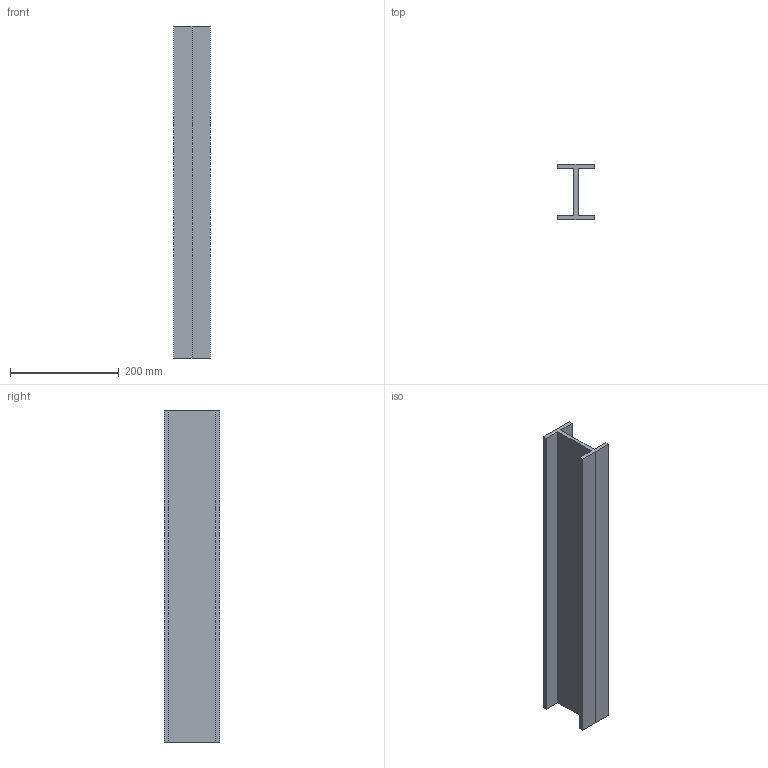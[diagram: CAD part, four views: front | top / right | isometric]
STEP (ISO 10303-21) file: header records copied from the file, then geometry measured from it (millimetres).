
FILE_DESCRIPTION((('zoo.dev export')), '2;1');
FILE_NAME('dump.step', '2025-01-30T19:04:12.985859413+00:00', ('Author unknown'), ('Organization unknown'), 'zoo.dev beta', 'zoo.dev', 'Authorization unknown');
FILE_SCHEMA(('AP203_CONFIGURATION_CONTROLLED_3D_DESIGN_OF_MECHANICAL_PARTS_AND_ASSEMBLIES_MIM_LF'));
Length unit declared in the file: metre
Products named in the file (1): UNIDENTIFIED_PRODUCT
Bounding box: 67.64 x 101.6 x 609.6 mm (x, y, z)
Volume: 1007143.7 mm3; surface area: 283035.3 mm2
Topology: 1 solids, 1 shells, 15 faces, 39 edges, 26 vertices
Faces by surface type: plane 15
Entity records: 441 total; most frequent: CARTESIAN_POINT 80, ORIENTED_EDGE 78, DIRECTION 54, VECTOR 39, LINE 39, EDGE_CURVE 39, VERTEX_POINT 26, AXIS2_PLACEMENT_3D 15
